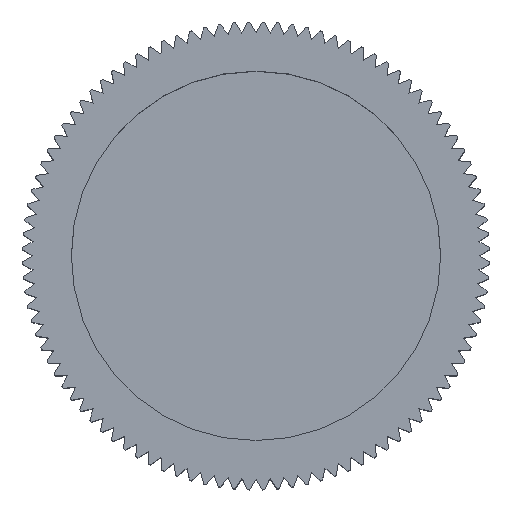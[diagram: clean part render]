
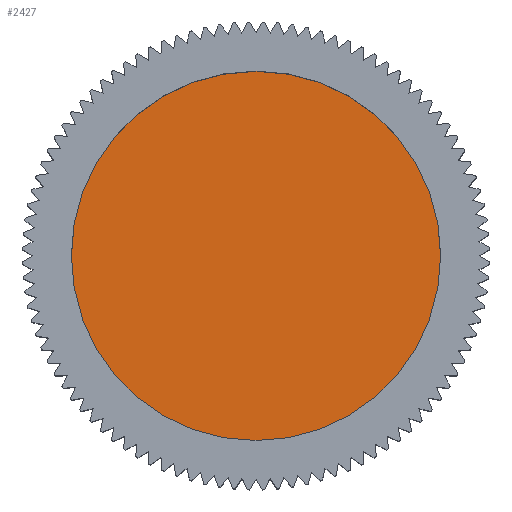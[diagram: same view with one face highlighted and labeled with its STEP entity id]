
A CAD part, top view. The second image highlights one B-rep face of the part: STEP entity #2427.
In plain terms, the highlighted planar face has unit normal (0, 0, 1).
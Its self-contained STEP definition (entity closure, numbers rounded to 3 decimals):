
#2427=ADVANCED_FACE('',(#6257),#6258,.F.);
#3069=VERTEX_POINT('',#6948);
#3503=EDGE_CURVE('',#3069,#5251,#7418,.T.);
#3529=EDGE_CURVE('',#5251,#3069,#7447,.T.);
#5251=VERTEX_POINT('',#9321);
#6257=FACE_OUTER_BOUND('',#10857,.T.);
#6258=PLANE('',#10858);
#6948=CARTESIAN_POINT('',(-7.5,0.,9.0));
#7418=CIRCLE('',#12968,7.5);
#7447=CIRCLE('',#13003,7.5);
#9321=CARTESIAN_POINT('',(7.5,0.0,9.0));
#10857=EDGE_LOOP('',(#17655,#17656));
#10858=AXIS2_PLACEMENT_3D('',#17657,#17658,#17659);
#12968=AXIS2_PLACEMENT_3D('',#18682,#18683,#18684);
#13003=AXIS2_PLACEMENT_3D('',#18714,#18715,#18716);
#17655=ORIENTED_EDGE('',*,*,#3529,.F.);
#17656=ORIENTED_EDGE('',*,*,#3503,.F.);
#17657=CARTESIAN_POINT('',(0.0,0.0,9.0));
#17658=DIRECTION('',(0.0,0.0,-1.0));
#17659=DIRECTION('',(-1.0,0.0,0.0));
#18682=CARTESIAN_POINT('',(0.0,0.0,9.0));
#18683=DIRECTION('',(0.0,0.0,-1.0));
#18684=DIRECTION('',(1.0,0.0,0.0));
#18714=CARTESIAN_POINT('',(0.0,0.0,9.0));
#18715=DIRECTION('',(0.0,0.0,-1.0));
#18716=DIRECTION('',(1.0,0.0,0.0));
